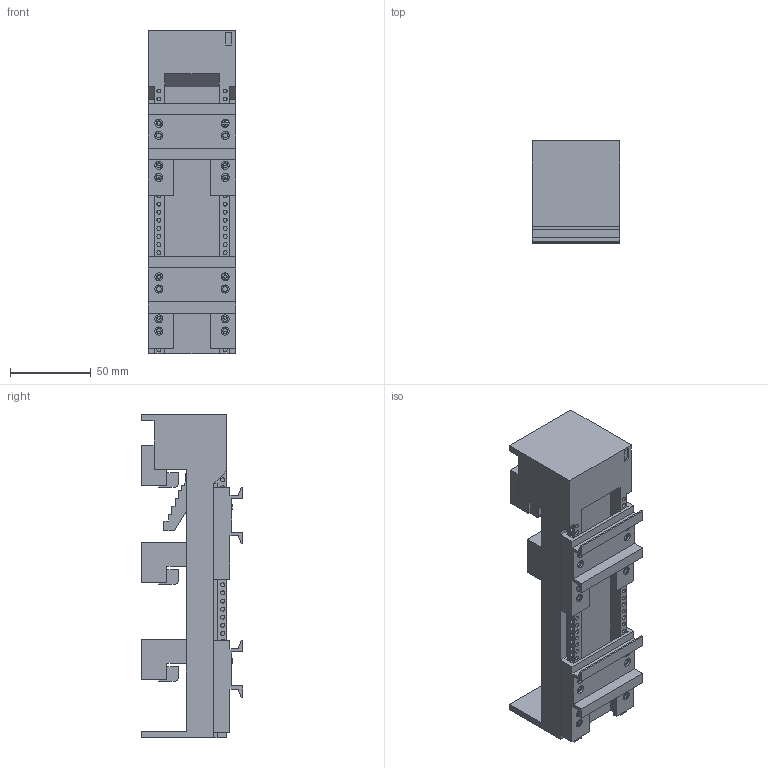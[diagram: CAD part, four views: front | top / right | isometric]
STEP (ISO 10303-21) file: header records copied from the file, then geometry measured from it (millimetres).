
FILE_DESCRIPTION(/* description */ ('STEP AP214'),/* implementation_level */ '2;1');
FILE_NAME(/* name */ '32478',/* time_stamp */ '2023-10-09T11:42:41+02:00',/* author */ ('License CC BY-ND 4.0'),/* organization */ ('CADENAS'),/* preprocessor_version */ 'ST-DEVELOPER v19.3',/* originating_system */ 'PARTsolutions',/* authorisation */ ' ');
FILE_SCHEMA (('AUTOMOTIVE_DESIGN {1 0 10303 214 3 1 1}'));
Length unit declared in the file: millimetre
Products named in the file (4): 32478; 80034CrossBoardScrew; 32948b; Basis54x200
Assembly tree (5 placements, depth 2):
  32478
    80034CrossBoardScrew  x2
    32948b  x2
    Basis54x200
Bounding box: 54 x 63 x 200 mm (x, y, z)
Volume: 307666.1 mm3; surface area: 80738.5 mm2
Topology: 5 solids, 5 shells, 539 faces, 1213 edges, 835 vertices
Faces by surface type: plane 340, cylinder 193, sphere 4, torus 2
Full cylindrical faces by diameter (mm): 2.4 x66, 2.5 x66, 3 x16, 5 x18
Entity records: 14844 total; most frequent: CARTESIAN_POINT 2573, DIRECTION 1973, ORIENTED_EDGE 1606, EDGE_LOOP 882, FACE_BOUND 882, EDGE_CURVE 803, AXIS2_PLACEMENT_3D 789, VERTEX_POINT 653
